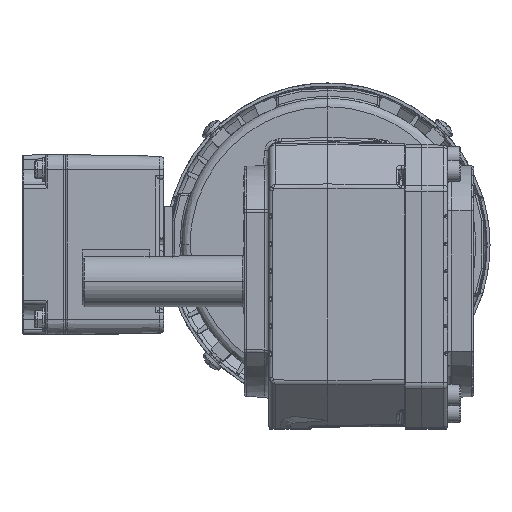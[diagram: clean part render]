
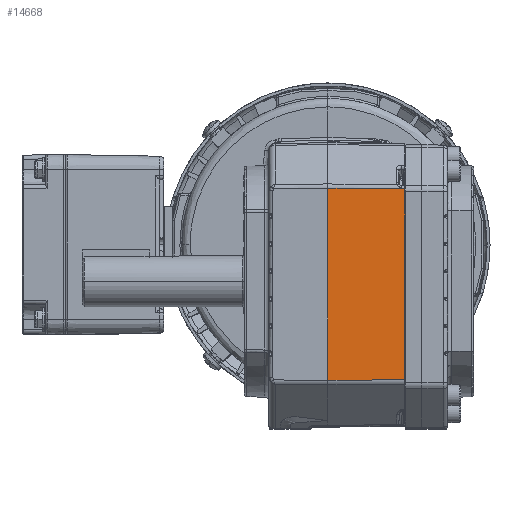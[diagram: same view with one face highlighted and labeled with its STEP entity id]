
A CAD part, top view. The second image highlights one B-rep face of the part: STEP entity #14668.
In plain terms, the highlighted planar face has unit normal (0.018, 0, 1).
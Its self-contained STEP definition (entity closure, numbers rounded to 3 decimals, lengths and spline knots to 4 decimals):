
#879 = CARTESIAN_POINT ( 'NONE',  ( 1.12, -1.9836, 5.4275 ) ) ;
#1923 = ORIENTED_EDGE ( 'NONE', *, *, #73206, .T. ) ;
#6588 = VERTEX_POINT ( 'NONE', #37768 ) ;
#10984 = EDGE_CURVE ( 'NONE', #6588, #65792, #99529, .T. ) ;
#14668 = ADVANCED_FACE ( 'NONE', ( #16168 ), #55014, .T. ) ;
#15101 = VECTOR ( 'NONE', #37129, 39.3701 ) ;
#16168 = FACE_OUTER_BOUND ( 'NONE', #88989, .T. ) ;
#23212 = LINE ( 'NONE', #83467, #66253 ) ;
#24058 = VERTEX_POINT ( 'NONE', #36096 ) ;
#24285 = ORIENTED_EDGE ( 'NONE', *, *, #10984, .T. ) ;
#28996 = CARTESIAN_POINT ( 'NONE',  ( 0.0098, 0.8087, 5.4468 ) ) ;
#35090 = DIRECTION ( 'NONE',  ( 0., 1., 0. ) ) ;
#35166 = VECTOR ( 'NONE', #60623, 39.3701 ) ;
#36096 = CARTESIAN_POINT ( 'NONE',  ( 1.12, 0.8006, 5.4275 ) ) ;
#37129 = DIRECTION ( 'NONE',  ( -1., 0.007, 0.017 ) ) ;
#37768 = CARTESIAN_POINT ( 'NONE',  ( 0., 0.8087, 5.447 ) ) ;
#38977 = CARTESIAN_POINT ( 'NONE',  ( 0.0105, -1.9917, 5.4468 ) ) ;
#41030 = AXIS2_PLACEMENT_3D ( 'NONE', #55469, #55487, #55599 ) ;
#53094 = ORIENTED_EDGE ( 'NONE', *, *, #61713, .T. ) ;
#55014 = PLANE ( 'NONE',  #41030 ) ;
#55212 = DIRECTION ( 'NONE',  ( 1., 0.007, -0.017 ) ) ;
#55469 = CARTESIAN_POINT ( 'NONE',  ( 0., -0.544, 5.447 ) ) ;
#55487 = DIRECTION ( 'NONE',  ( 0.017, 0., 1. ) ) ;
#55599 = DIRECTION ( 'NONE',  ( 1., 0., -0.017 ) ) ;
#60623 = DIRECTION ( 'NONE',  ( 0., -1., 0. ) ) ;
#61713 = EDGE_CURVE ( 'NONE', #24058, #6588, #68329, .T. ) ;
#65792 = VERTEX_POINT ( 'NONE', #101854 ) ;
#66253 = VECTOR ( 'NONE', #35090, 39.3701 ) ;
#66806 = CARTESIAN_POINT ( 'NONE',  ( 0., -0.544, 5.447 ) ) ;
#68329 = LINE ( 'NONE', #28996, #15101 ) ;
#73206 = EDGE_CURVE ( 'NONE', #85708, #24058, #23212, .T. ) ;
#75205 = VECTOR ( 'NONE', #55212, 39.3701 ) ;
#83467 = CARTESIAN_POINT ( 'NONE',  ( 1.12, -0.544, 5.4275 ) ) ;
#84909 = EDGE_CURVE ( 'NONE', #65792, #85708, #96557, .T. ) ;
#85708 = VERTEX_POINT ( 'NONE', #879 ) ;
#88989 = EDGE_LOOP ( 'NONE', ( #100939, #1923, #53094, #24285 ) ) ;
#96557 = LINE ( 'NONE', #38977, #75205 ) ;
#99529 = LINE ( 'NONE', #66806, #35166 ) ;
#100939 = ORIENTED_EDGE ( 'NONE', *, *, #84909, .T. ) ;
#101854 = CARTESIAN_POINT ( 'NONE',  ( 0., -1.9917, 5.447 ) ) ;
